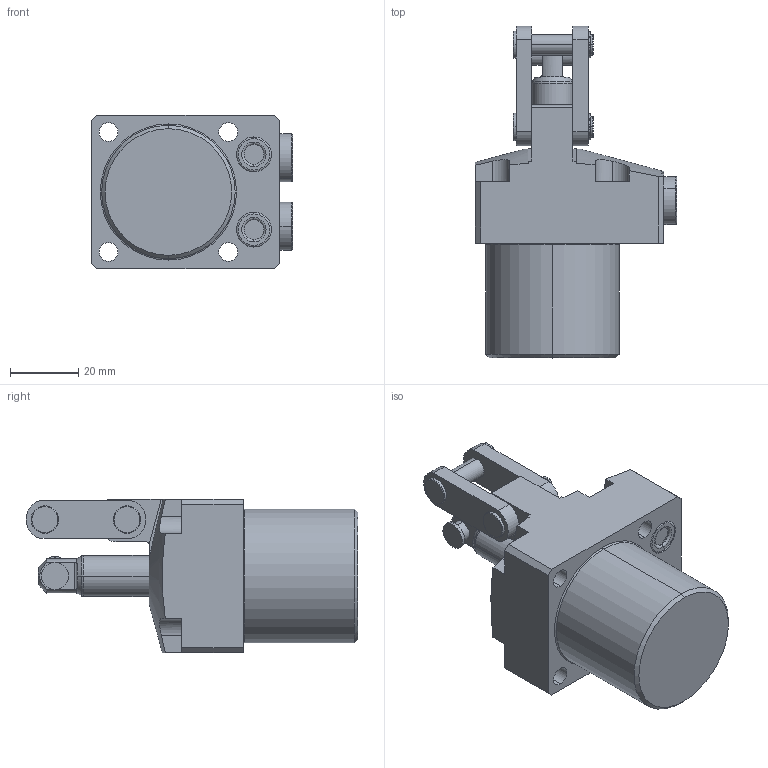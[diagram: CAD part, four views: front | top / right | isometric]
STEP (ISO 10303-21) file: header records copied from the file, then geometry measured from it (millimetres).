
FILE_DESCRIPTION (( 'STEP AP203' ), '1' );
FILE_NAME ('CLU02-L.step', '2014-10-02T02:08:57', ( 'pascal' ), ( 'Hewlett-Packard Company' ), 'SwSTEP 2.0', 'SolidWorks 2012', '' );
FILE_SCHEMA (( 'CONFIG_CONTROL_DESIGN' ));
Length unit declared in the file: millimetre
Products named in the file (5): CLU02-L_BODY; CLU02_ROD; CLU02_LINK; CLU02_PLUG; CLU02-L
Assembly tree (5 placements, depth 2):
  CLU02-L
    CLU02-L_BODY
    CLU02_ROD
    CLU02_LINK
    CLU02_PLUG  x2
Bounding box: 58.8 x 96.98 x 45 mm (x, y, z)
Volume: 104074.6 mm3; surface area: 23191 mm2
Topology: 5 solids, 7 shells, 290 faces, 693 edges, 440 vertices
Faces by surface type: plane 119, cylinder 118, torus 34, cone 19
Entity records: 8684 total; most frequent: CARTESIAN_POINT 1641, DIRECTION 1463, ORIENTED_EDGE 1294, EDGE_CURVE 647, AXIS2_PLACEMENT_3D 584, VERTEX_POINT 412, EDGE_LOOP 309, CIRCLE 308
